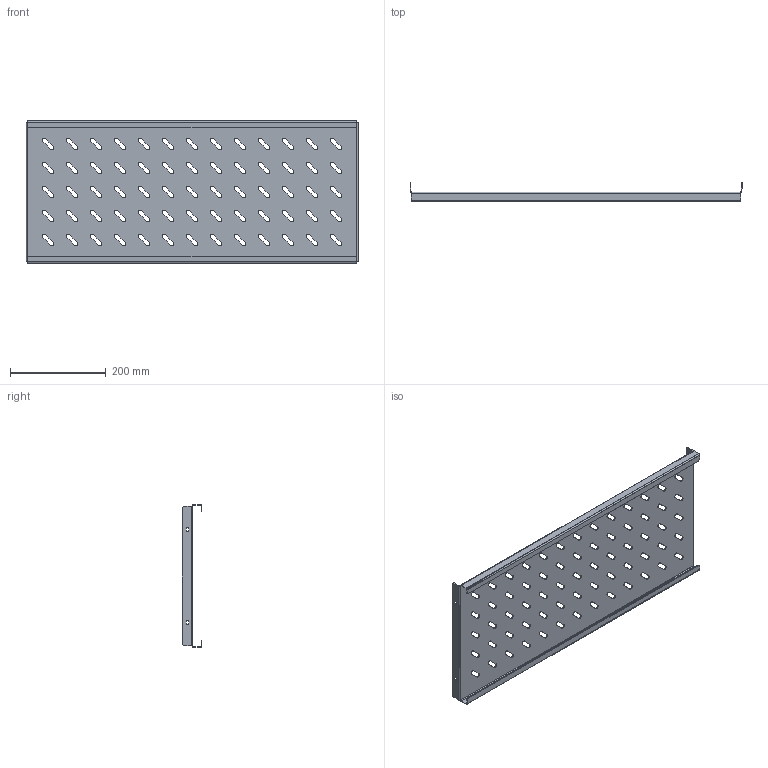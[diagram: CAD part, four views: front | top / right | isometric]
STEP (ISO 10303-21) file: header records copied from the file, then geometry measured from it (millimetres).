
FILE_DESCRIPTION (( 'STEP AP214' ), '1' );
FILE_NAME ('945.285.STEP', '2024-09-23T06:19:58', ( '' ), ( '' ), 'SwSTEP 2.0', 'SolidWorks 2021', '' );
FILE_SCHEMA (( 'AUTOMOTIVE_DESIGN' ));
Length unit declared in the file: millimetre
Products named in the file (1): 945.285
Bounding box: 692 x 41 x 297 mm (x, y, z)
Volume: 363515.5 mm3; surface area: 494968.5 mm2
Topology: 1 solids, 1 shells, 393 faces, 1145 edges, 754 vertices
Faces by surface type: cylinder 223, plane 170
Entity records: 13431 total; most frequent: DIRECTION 2379, CARTESIAN_POINT 2293, ORIENTED_EDGE 2290, EDGE_CURVE 1145, AXIS2_PLACEMENT_3D 840, VERTEX_POINT 754, VECTOR 699, LINE 699
